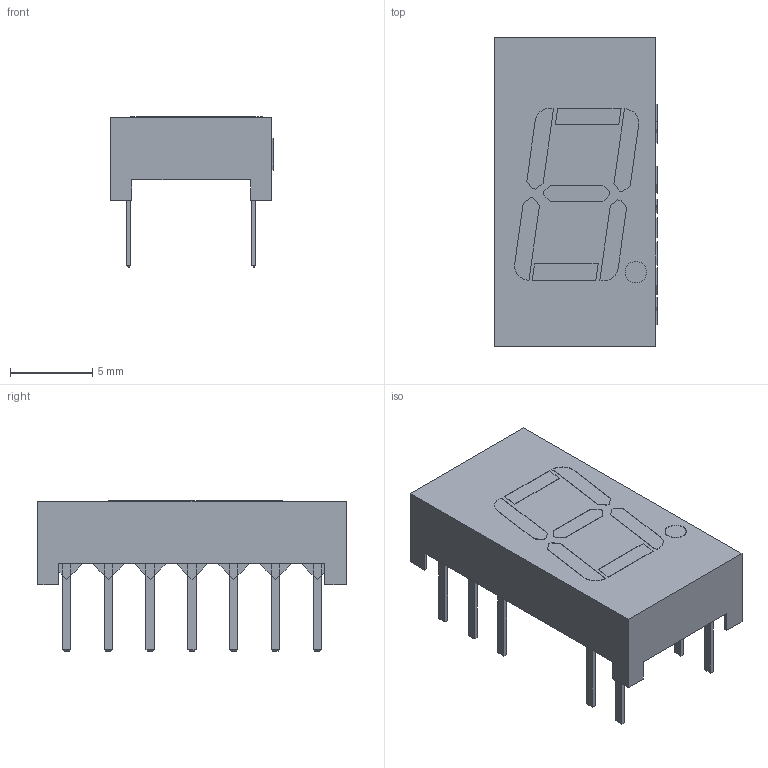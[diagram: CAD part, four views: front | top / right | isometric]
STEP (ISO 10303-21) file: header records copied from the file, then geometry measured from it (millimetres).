
FILE_DESCRIPTION(/* description */ ('FreeCAD Model'),/* implementation_level */ '2;1');
FILE_NAME(/* name */ 'MAN71A v12.step',/* time_stamp */ '2024-08-01T21:40:28+03:00',/* author */ (''),/* organization */ (''),/* preprocessor_version */ 'ST-DEVELOPER v20',/* originating_system */ 'Autodesk Translation Framework v13.14.0.145',/* authorisation */ '');
FILE_SCHEMA (('AUTOMOTIVE_DESIGN { 1 0 10303 214 3 1 1 }'));
Length unit declared in the file: millimetre
Products named in the file (1): Cut001_sp
Bounding box: 9.9 x 18.75 x 9.16 mm (x, y, z)
Volume: 706.6 mm3; surface area: 745.5 mm2
Topology: 20 solids, 20 shells, 391 faces, 916 edges, 574 vertices
Faces by surface type: plane 367, bspline 15, cylinder 9
Full cylindrical faces by diameter (mm): 1.3 x1
Entity records: 11030 total; most frequent: CARTESIAN_POINT 2137, ORIENTED_EDGE 1832, DIRECTION 1654, EDGE_CURVE 916, LINE 872, VECTOR 872, VERTEX_POINT 574, EDGE_LOOP 404
